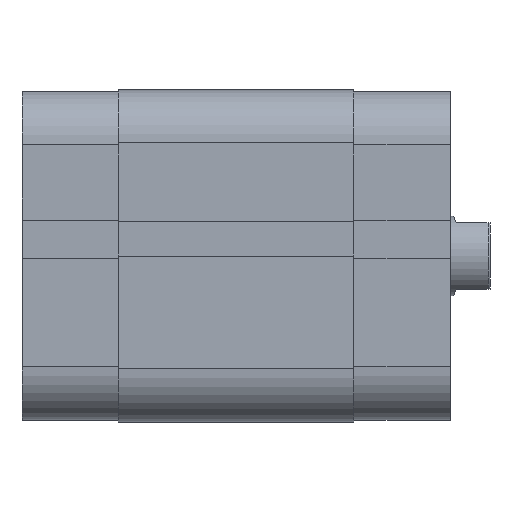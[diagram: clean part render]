
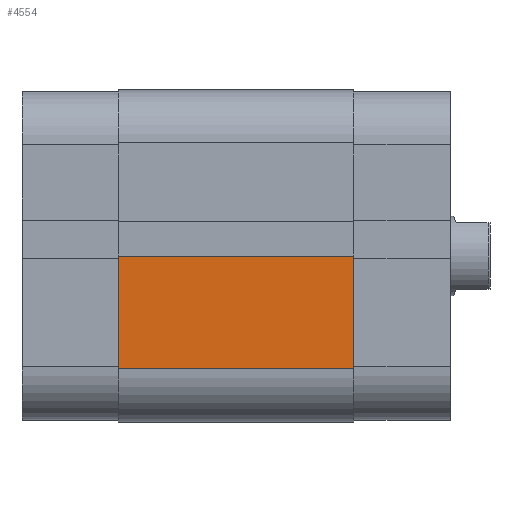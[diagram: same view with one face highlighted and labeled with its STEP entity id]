
A CAD part, top view. The second image highlights one B-rep face of the part: STEP entity #4554.
In plain terms, the highlighted face is planar.
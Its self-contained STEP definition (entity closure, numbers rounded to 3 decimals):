
#921 = CARTESIAN_POINT ( 'NONE',  ( 0.1, -25., 0. ) ) ;
#964 = CARTESIAN_POINT ( 'NONE',  ( 17., -25., 35.5 ) ) ;
#970 = CARTESIAN_POINT ( 'NONE',  ( 17., -25., 0. ) ) ;
#978 = CARTESIAN_POINT ( 'NONE',  ( 0.1, -25., 35.5 ) ) ;
#986 = VERTEX_POINT ( 'NONE', #978 ) ;
#994 = VERTEX_POINT ( 'NONE', #970 ) ;
#1000 = VERTEX_POINT ( 'NONE', #964 ) ;
#1043 = VERTEX_POINT ( 'NONE', #921 ) ;
#1316 = ORIENTED_EDGE ( 'NONE', *, *, #4702, .T. ) ;
#1457 = ORIENTED_EDGE ( 'NONE', *, *, #4706, .F. ) ;
#1472 = ORIENTED_EDGE ( 'NONE', *, *, #4699, .F. ) ;
#1473 = ORIENTED_EDGE ( 'NONE', *, *, #4698, .T. ) ;
#2901 = FACE_OUTER_BOUND ( 'NONE', #5569, .T. ) ;
#3084 = LINE ( 'NONE', #3894, #3091 ) ;
#3089 = LINE ( 'NONE', #3897, #3090 ) ;
#3090 = VECTOR ( 'NONE', #3898, 1000. ) ;
#3091 = VECTOR ( 'NONE', #3900, 1000. ) ;
#3097 = LINE ( 'NONE', #3905, #3098 ) ;
#3098 = VECTOR ( 'NONE', #3906, 1000. ) ;
#3100 = LINE ( 'NONE', #3896, #3104 ) ;
#3104 = VECTOR ( 'NONE', #3914, 1000. ) ;
#3616 = CARTESIAN_POINT ( 'NONE',  ( 0., -25., 35.5 ) ) ;
#3617 = PLANE ( 'NONE',  #5353 ) ;
#3619 = DIRECTION ( 'NONE',  ( 0., 1., 0. ) ) ;
#3620 = DIRECTION ( 'NONE',  ( -1., 0., 0. ) ) ;
#3894 = CARTESIAN_POINT ( 'NONE',  ( 17., -25., 35.5 ) ) ;
#3896 = CARTESIAN_POINT ( 'NONE',  ( 0., -25., 35.5 ) ) ;
#3897 = CARTESIAN_POINT ( 'NONE',  ( 0., -25., 0. ) ) ;
#3898 = DIRECTION ( 'NONE',  ( 1., 0., 0. ) ) ;
#3900 = DIRECTION ( 'NONE',  ( 0., 0., -1. ) ) ;
#3905 = CARTESIAN_POINT ( 'NONE',  ( 0.1, -25., 35.5 ) ) ;
#3906 = DIRECTION ( 'NONE',  ( 0., 0., -1. ) ) ;
#3914 = DIRECTION ( 'NONE',  ( 1., 0., 0. ) ) ;
#4554 = ADVANCED_FACE ( 'NONE', ( #2901 ), #3617, .F. ) ;
#4698 = EDGE_CURVE ( 'NONE', #1043, #994, #3089, .T. ) ;
#4699 = EDGE_CURVE ( 'NONE', #1000, #994, #3084, .T. ) ;
#4702 = EDGE_CURVE ( 'NONE', #986, #1043, #3097, .T. ) ;
#4706 = EDGE_CURVE ( 'NONE', #986, #1000, #3100, .T. ) ;
#5353 = AXIS2_PLACEMENT_3D ( 'NONE', #3616, #3619, #3620 ) ;
#5569 = EDGE_LOOP ( 'NONE', ( #1473, #1472, #1457, #1316 ) ) ;
